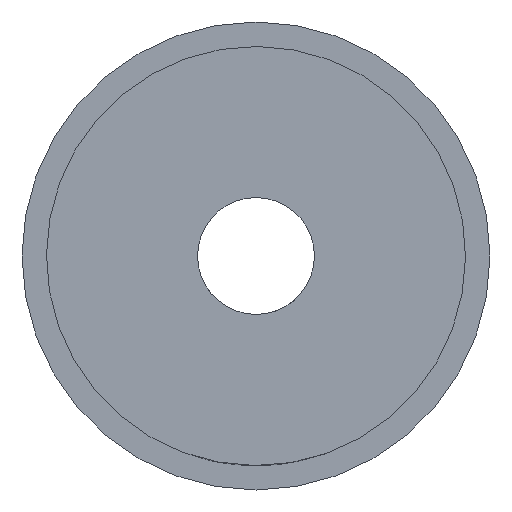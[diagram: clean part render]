
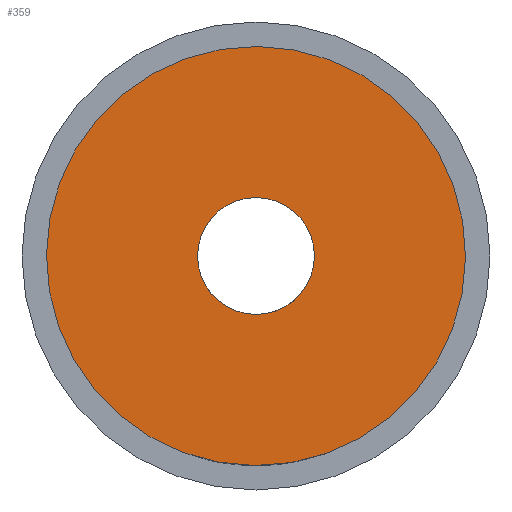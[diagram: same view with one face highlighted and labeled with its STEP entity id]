
A CAD part, front view. The second image highlights one B-rep face of the part: STEP entity #359.
In plain terms, the highlighted face is planar.
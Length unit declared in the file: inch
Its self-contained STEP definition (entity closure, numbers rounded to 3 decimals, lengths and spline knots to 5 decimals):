
#46 = EDGE_LOOP ( 'NONE', ( #301, #355 ) ) ;
#51 = CARTESIAN_POINT ( 'NONE',  ( 0., 0.49, 0. ) ) ;
#78 = DIRECTION ( 'NONE',  ( 0., 1., 0. ) ) ;
#83 = EDGE_CURVE ( 'NONE', #313, #367, #174, .T. ) ;
#91 = CARTESIAN_POINT ( 'NONE',  ( 0., 0.49, 0.1255 ) ) ;
#124 = DIRECTION ( 'NONE',  ( 0., 0., 1. ) ) ;
#158 = CARTESIAN_POINT ( 'NONE',  ( 0., 0.49, 0. ) ) ;
#174 = CIRCLE ( 'NONE', #561, 0.1255 ) ;
#183 = DIRECTION ( 'NONE',  ( 0., 1., 0. ) ) ;
#188 = CARTESIAN_POINT ( 'NONE',  ( 0., 0.49, 0. ) ) ;
#189 = CARTESIAN_POINT ( 'NONE',  ( 0., 0.49, 0.45 ) ) ;
#231 = DIRECTION ( 'NONE',  ( 0., 1., 0. ) ) ;
#233 = DIRECTION ( 'NONE',  ( 0., 0., 1. ) ) ;
#247 = CIRCLE ( 'NONE', #345, 0.45 ) ;
#268 = CARTESIAN_POINT ( 'NONE',  ( 0., 0.49, -0.1255 ) ) ;
#291 = PLANE ( 'NONE',  #442 ) ;
#301 = ORIENTED_EDGE ( 'NONE', *, *, #315, .F. ) ;
#313 = VERTEX_POINT ( 'NONE', #268 ) ;
#315 = EDGE_CURVE ( 'NONE', #367, #313, #762, .T. ) ;
#331 = DIRECTION ( 'NONE',  ( 0., 1., 0. ) ) ;
#345 = AXIS2_PLACEMENT_3D ( 'NONE', #676, #183, #124 ) ;
#355 = ORIENTED_EDGE ( 'NONE', *, *, #83, .F. ) ;
#359 = ADVANCED_FACE ( 'NONE', ( #441, #605 ), #291, .T. ) ;
#367 = VERTEX_POINT ( 'NONE', #91 ) ;
#392 = DIRECTION ( 'NONE',  ( 0., 0., 1. ) ) ;
#441 = FACE_BOUND ( 'NONE', #46, .T. ) ;
#442 = AXIS2_PLACEMENT_3D ( 'NONE', #51, #791, #233 ) ;
#444 = EDGE_LOOP ( 'NONE', ( #758, #739 ) ) ;
#470 = CARTESIAN_POINT ( 'NONE',  ( 0., 0.49, -0.45 ) ) ;
#517 = VERTEX_POINT ( 'NONE', #189 ) ;
#544 = AXIS2_PLACEMENT_3D ( 'NONE', #188, #78, #745 ) ;
#561 = AXIS2_PLACEMENT_3D ( 'NONE', #636, #331, #392 ) ;
#562 = CIRCLE ( 'NONE', #544, 0.45 ) ;
#571 = AXIS2_PLACEMENT_3D ( 'NONE', #158, #231, #664 ) ;
#605 = FACE_OUTER_BOUND ( 'NONE', #444, .T. ) ;
#636 = CARTESIAN_POINT ( 'NONE',  ( 0., 0.49, 0. ) ) ;
#642 = VERTEX_POINT ( 'NONE', #470 ) ;
#664 = DIRECTION ( 'NONE',  ( 0., 0., 1. ) ) ;
#676 = CARTESIAN_POINT ( 'NONE',  ( 0., 0.49, 0. ) ) ;
#689 = EDGE_CURVE ( 'NONE', #517, #642, #562, .T. ) ;
#739 = ORIENTED_EDGE ( 'NONE', *, *, #689, .T. ) ;
#745 = DIRECTION ( 'NONE',  ( 0., 0., 1. ) ) ;
#752 = EDGE_CURVE ( 'NONE', #642, #517, #247, .T. ) ;
#758 = ORIENTED_EDGE ( 'NONE', *, *, #752, .T. ) ;
#762 = CIRCLE ( 'NONE', #571, 0.1255 ) ;
#791 = DIRECTION ( 'NONE',  ( 0., 1., 0. ) ) ;
